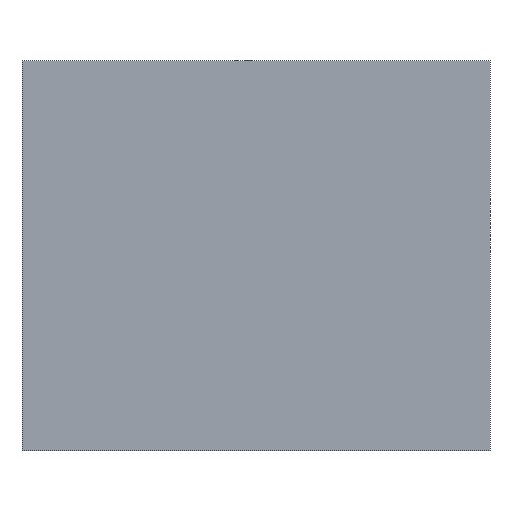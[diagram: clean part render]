
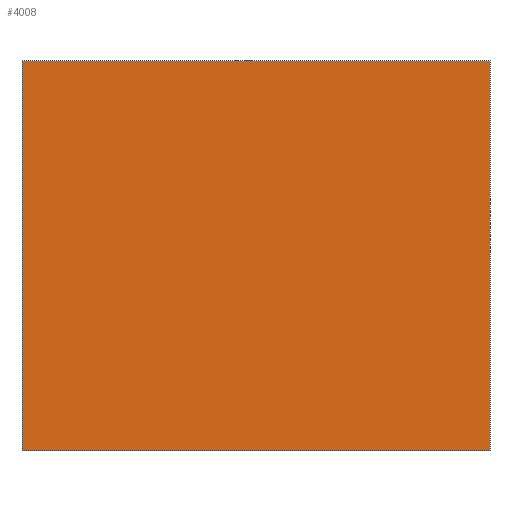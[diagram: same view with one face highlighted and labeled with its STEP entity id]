
A CAD part, front view. The second image highlights one B-rep face of the part: STEP entity #4008.
In plain terms, the highlighted planar face has unit normal (0, -1, 0).
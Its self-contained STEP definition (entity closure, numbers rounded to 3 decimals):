
#375 = VERTEX_POINT ( 'NONE', #7869 ) ;
#797 = ORIENTED_EDGE ( 'NONE', *, *, #6687, .F. ) ;
#818 = EDGE_CURVE ( 'NONE', #3055, #375, #4447, .T. ) ;
#917 = ORIENTED_EDGE ( 'NONE', *, *, #818, .F. ) ;
#1331 = CARTESIAN_POINT ( 'NONE',  ( -12., 0., 10. ) ) ;
#2363 = VECTOR ( 'NONE', #2896, 1000. ) ;
#2420 = CARTESIAN_POINT ( 'NONE',  ( 12., 0., 10. ) ) ;
#2489 = DIRECTION ( 'NONE',  ( 1., 0., 0. ) ) ;
#2506 = DIRECTION ( 'NONE',  ( 0., 0., -1. ) ) ;
#2896 = DIRECTION ( 'NONE',  ( 0., 0., 1. ) ) ;
#2950 = LINE ( 'NONE', #9423, #8189 ) ;
#3055 = VERTEX_POINT ( 'NONE', #6721 ) ;
#3231 = DIRECTION ( 'NONE',  ( -1., 0., 0. ) ) ;
#4008 = ADVANCED_FACE ( 'NONE', ( #8315 ), #8643, .T. ) ;
#4059 = CARTESIAN_POINT ( 'NONE',  ( 12., 0., -10. ) ) ;
#4120 = AXIS2_PLACEMENT_3D ( 'NONE', #7142, #7036, #2506 ) ;
#4289 = VERTEX_POINT ( 'NONE', #6618 ) ;
#4447 = LINE ( 'NONE', #1331, #2363 ) ;
#4633 = ORIENTED_EDGE ( 'NONE', *, *, #8409, .F. ) ;
#5000 = EDGE_LOOP ( 'NONE', ( #797, #4633, #917, #7845 ) ) ;
#5269 = VERTEX_POINT ( 'NONE', #4059 ) ;
#5381 = LINE ( 'NONE', #2420, #6101 ) ;
#6101 = VECTOR ( 'NONE', #6993, 1000. ) ;
#6410 = CARTESIAN_POINT ( 'NONE',  ( -12., 0., 10. ) ) ;
#6618 = CARTESIAN_POINT ( 'NONE',  ( 12., 0., 10. ) ) ;
#6665 = EDGE_CURVE ( 'NONE', #5269, #3055, #2950, .T. ) ;
#6687 = EDGE_CURVE ( 'NONE', #4289, #5269, #5381, .T. ) ;
#6721 = CARTESIAN_POINT ( 'NONE',  ( -12., 0., -10. ) ) ;
#6993 = DIRECTION ( 'NONE',  ( 0., 0., -1. ) ) ;
#7036 = DIRECTION ( 'NONE',  ( 0., -1., 0. ) ) ;
#7142 = CARTESIAN_POINT ( 'NONE',  ( 0., 0., 0. ) ) ;
#7403 = LINE ( 'NONE', #6410, #9125 ) ;
#7845 = ORIENTED_EDGE ( 'NONE', *, *, #6665, .F. ) ;
#7869 = CARTESIAN_POINT ( 'NONE',  ( -12., 0., 10. ) ) ;
#8189 = VECTOR ( 'NONE', #3231, 1000. ) ;
#8315 = FACE_OUTER_BOUND ( 'NONE', #5000, .T. ) ;
#8409 = EDGE_CURVE ( 'NONE', #375, #4289, #7403, .T. ) ;
#8643 = PLANE ( 'NONE',  #4120 ) ;
#9125 = VECTOR ( 'NONE', #2489, 1000. ) ;
#9423 = CARTESIAN_POINT ( 'NONE',  ( -12., 0., -10. ) ) ;
